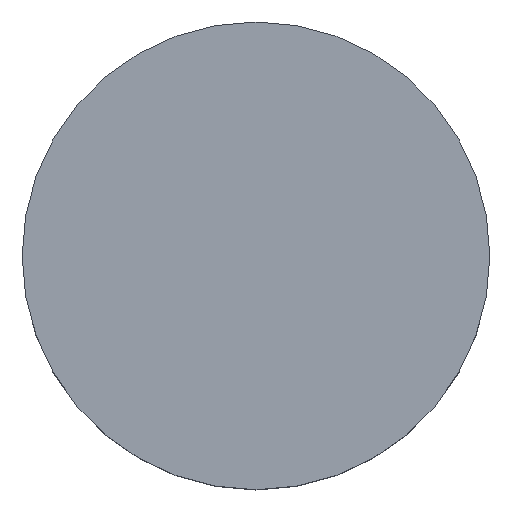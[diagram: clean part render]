
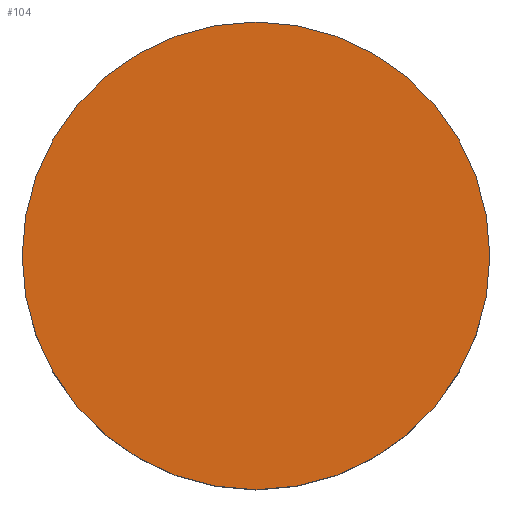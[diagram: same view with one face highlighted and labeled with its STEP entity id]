
A CAD part, top view. The second image highlights one B-rep face of the part: STEP entity #104.
In plain terms, the highlighted planar face has unit normal (0, 0, 1).
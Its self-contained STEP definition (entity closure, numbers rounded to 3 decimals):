
#12 = EDGE_CURVE ( 'NONE', #58, #134, #191, .T. ) ;
#15 = ORIENTED_EDGE ( 'NONE', *, *, #12, .T. ) ;
#17 = CARTESIAN_POINT ( 'NONE',  ( 0., 0., 8.7 ) ) ;
#30 = AXIS2_PLACEMENT_3D ( 'NONE', #194, #130, #68 ) ;
#44 = AXIS2_PLACEMENT_3D ( 'NONE', #179, #198, #216 ) ;
#55 = DIRECTION ( 'NONE',  ( 1., 0., 0. ) ) ;
#58 = VERTEX_POINT ( 'NONE', #231 ) ;
#68 = DIRECTION ( 'NONE',  ( 1., 0., 0. ) ) ;
#73 = EDGE_CURVE ( 'NONE', #134, #58, #97, .T. ) ;
#86 = ORIENTED_EDGE ( 'NONE', *, *, #73, .T. ) ;
#95 = DIRECTION ( 'NONE',  ( 0., 0., 1. ) ) ;
#97 = CIRCLE ( 'NONE', #44, 1.5 ) ;
#104 = ADVANCED_FACE ( 'NONE', ( #107 ), #137, .T. ) ;
#107 = FACE_OUTER_BOUND ( 'NONE', #188, .T. ) ;
#130 = DIRECTION ( 'NONE',  ( 0., 0., 1. ) ) ;
#134 = VERTEX_POINT ( 'NONE', #233 ) ;
#137 = PLANE ( 'NONE',  #167 ) ;
#167 = AXIS2_PLACEMENT_3D ( 'NONE', #17, #95, #55 ) ;
#179 = CARTESIAN_POINT ( 'NONE',  ( 0., 0., 8.7 ) ) ;
#188 = EDGE_LOOP ( 'NONE', ( #86, #15 ) ) ;
#191 = CIRCLE ( 'NONE', #30, 1.5 ) ;
#194 = CARTESIAN_POINT ( 'NONE',  ( 0., 0., 8.7 ) ) ;
#198 = DIRECTION ( 'NONE',  ( 0., 0., 1. ) ) ;
#216 = DIRECTION ( 'NONE',  ( 1., 0., 0. ) ) ;
#231 = CARTESIAN_POINT ( 'NONE',  ( 1.5, 0., 8.7 ) ) ;
#233 = CARTESIAN_POINT ( 'NONE',  ( -1.5, 0., 8.7 ) ) ;
